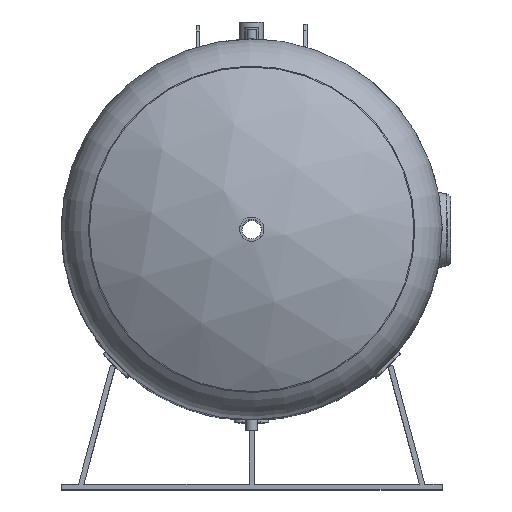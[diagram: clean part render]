
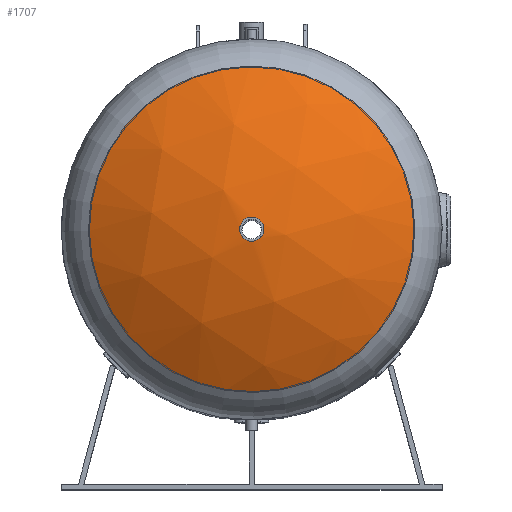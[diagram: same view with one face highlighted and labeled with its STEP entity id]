
A CAD part, top view. The second image highlights one B-rep face of the part: STEP entity #1707.
In plain terms, the highlighted spherical face has radius 880 mm.
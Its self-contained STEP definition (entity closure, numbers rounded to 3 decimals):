
#82=SPHERICAL_SURFACE('',#1868,880.);
#410=CIRCLE('',#1861,35.);
#414=CIRCLE('',#1869,471.331);
#481=FACE_BOUND('',#745,.T.);
#582=FACE_OUTER_BOUND('',#744,.T.);
#744=EDGE_LOOP('',(#1561));
#745=EDGE_LOOP('',(#1562));
#950=VERTEX_POINT('',#5023);
#954=VERTEX_POINT('',#5035);
#1152=EDGE_CURVE('',#950,#950,#410,.T.);
#1156=EDGE_CURVE('',#954,#954,#414,.T.);
#1561=ORIENTED_EDGE('',*,*,#1156,.F.);
#1562=ORIENTED_EDGE('',*,*,#1152,.T.);
#1707=ADVANCED_FACE('',(#582,#481),#82,.T.);
#1861=AXIS2_PLACEMENT_3D('',#5024,#2272,#2273);
#1868=AXIS2_PLACEMENT_3D('',#5034,#2286,#2287);
#1869=AXIS2_PLACEMENT_3D('',#5036,#2288,#2289);
#2272=DIRECTION('center_axis',(0.,-1.,0.));
#2273=DIRECTION('ref_axis',(-1.,0.,0.));
#2286=DIRECTION('center_axis',(0.,0.,1.));
#2287=DIRECTION('ref_axis',(1.,0.,0.));
#2288=DIRECTION('center_axis',(0.,-1.,0.));
#2289=DIRECTION('ref_axis',(1.,0.,0.));
#5023=CARTESIAN_POINT('',(35.,299.304,0.));
#5024=CARTESIAN_POINT('Origin',(0.,299.304,0.));
#5034=CARTESIAN_POINT('Origin',(0.,-580.,0.));
#5035=CARTESIAN_POINT('',(471.331,163.133,0.));
#5036=CARTESIAN_POINT('Origin',(0.,163.133,0.));
